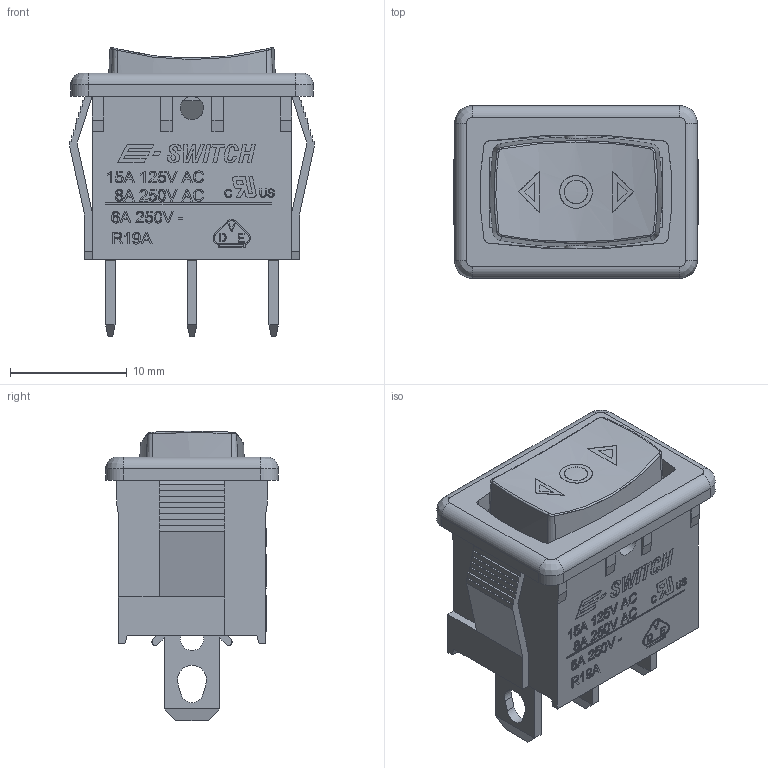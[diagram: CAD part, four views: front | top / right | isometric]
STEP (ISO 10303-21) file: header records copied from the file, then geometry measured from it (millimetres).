
FILE_DESCRIPTION((' '),'2;1');
FILE_NAME('R1966IxxxxxxHF.stp','2017-07-20T16:08:51',(' '),(' '),' ','ACIS',' ');
FILE_SCHEMA(('CONFIG_CONTROL_DESIGN'));
Length unit declared in the file: inch
Products named in the file (1): R1966IxxxxxxHF.stp
Bounding box: 20.94 x 14.8 x 24.8 mm (x, y, z)
Volume: 1790.2 mm3; surface area: 3554.5 mm2
Topology: 1 solids, 1 shells, 987 faces, 2581 edges, 1668 vertices
Faces by surface type: plane 585, bspline 330, cylinder 60, cone 12
Full cylindrical faces by diameter (mm): 2 x7
Entity records: 35737 total; most frequent: CARTESIAN_POINT 13562, ORIENTED_EDGE 5148, DIRECTION 3387, EDGE_CURVE 2574, VECTOR 1759, LINE 1759, VERTEX_POINT 1666, EDGE_LOOP 1086
